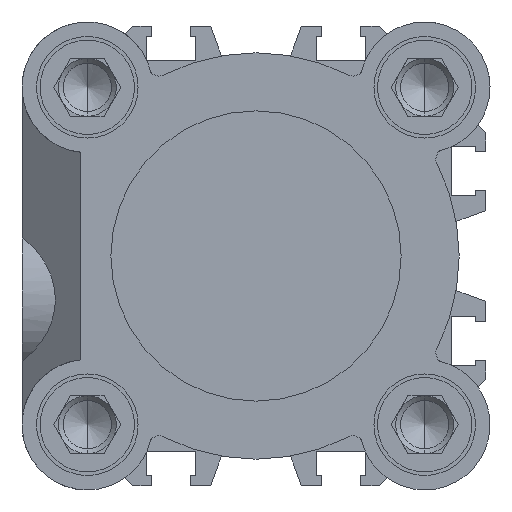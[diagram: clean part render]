
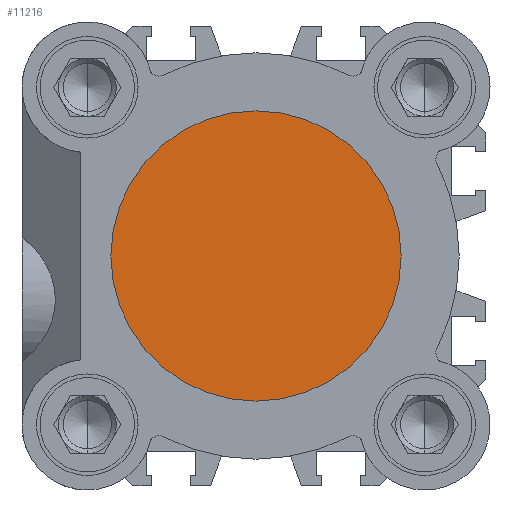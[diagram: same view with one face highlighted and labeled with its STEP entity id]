
A CAD part, left-side view. The second image highlights one B-rep face of the part: STEP entity #11216.
In plain terms, the highlighted face is planar.
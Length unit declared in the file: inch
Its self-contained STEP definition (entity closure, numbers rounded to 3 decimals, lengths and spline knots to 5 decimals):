
#254 = DIRECTION ( 'NONE',  ( 0., 0., 1. ) ) ;
#370 = EDGE_CURVE ( 'NONE', #10165, #5508, #3945, .T. ) ;
#462 = CARTESIAN_POINT ( 'NONE',  ( 0.15748, 0., -0.7874 ) ) ;
#585 = DIRECTION ( 'NONE',  ( 0., 0., 1. ) ) ;
#1103 = DIRECTION ( 'NONE',  ( -1., 0., 0. ) ) ;
#1347 = CARTESIAN_POINT ( 'NONE',  ( 0.15748, 0., 0. ) ) ;
#1552 = AXIS2_PLACEMENT_3D ( 'NONE', #7562, #7476, #7419 ) ;
#2177 = EDGE_CURVE ( 'NONE', #5508, #10165, #2857, .T. ) ;
#2235 = CARTESIAN_POINT ( 'NONE',  ( 0.15748, 0.7874, 0. ) ) ;
#2856 = FACE_OUTER_BOUND ( 'NONE', #8189, .T. ) ;
#2857 = CIRCLE ( 'NONE', #1552, 0.7874 ) ;
#3945 = CIRCLE ( 'NONE', #10141, 0.7874 ) ;
#5508 = VERTEX_POINT ( 'NONE', #8436 ) ;
#6199 = DIRECTION ( 'NONE',  ( -1., 0., 0. ) ) ;
#6727 = ORIENTED_EDGE ( 'NONE', *, *, #2177, .F. ) ;
#7419 = DIRECTION ( 'NONE',  ( 0., 0., 1. ) ) ;
#7476 = DIRECTION ( 'NONE',  ( -1., 0., 0. ) ) ;
#7562 = CARTESIAN_POINT ( 'NONE',  ( 0.15748, 0., 0. ) ) ;
#8189 = EDGE_LOOP ( 'NONE', ( #6727, #9224 ) ) ;
#8436 = CARTESIAN_POINT ( 'NONE',  ( 0.15748, 0., 0.7874 ) ) ;
#9224 = ORIENTED_EDGE ( 'NONE', *, *, #370, .F. ) ;
#9750 = AXIS2_PLACEMENT_3D ( 'NONE', #2235, #6199, #254 ) ;
#10125 = PLANE ( 'NONE',  #9750 ) ;
#10141 = AXIS2_PLACEMENT_3D ( 'NONE', #1347, #1103, #585 ) ;
#10165 = VERTEX_POINT ( 'NONE', #462 ) ;
#11216 = ADVANCED_FACE ( 'NONE', ( #2856 ), #10125, .F. ) ;
